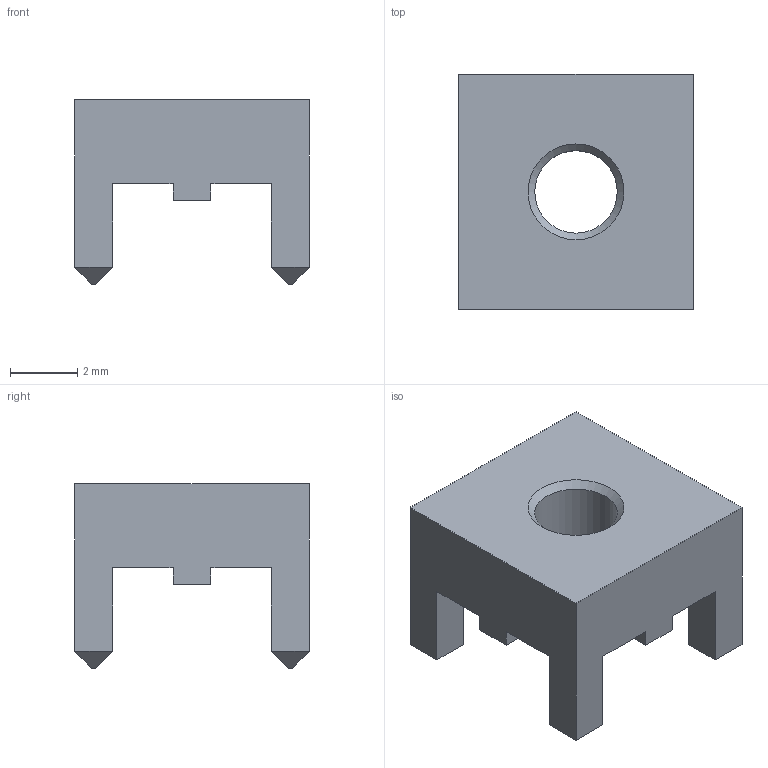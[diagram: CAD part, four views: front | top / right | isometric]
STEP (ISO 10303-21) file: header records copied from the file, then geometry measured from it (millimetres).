
FILE_DESCRIPTION( ( 'Unknown' ), '1' );
FILE_NAME( '74650073_V1.1.stp', 'Unknown', ( 'Unknown' ), ( 'Unknown' ), 'PSStep 18.0.17', 'Unknown', ' ' );
FILE_SCHEMA( ( 'AUTOMOTIVE_DESIGN { 1 0 10303 214 1 1 1 1 }' ) );
Length unit declared in the file: millimetre
Products named in the file (1): 1
Bounding box: 7 x 7 x 5.5 mm (x, y, z)
Volume: 126.8 mm3; surface area: 233.4 mm2
Topology: 1 solids, 1 shells, 52 faces, 133 edges, 83 vertices
Faces by surface type: plane 50, cylinder 1, cone 1
Full cylindrical faces by diameter (mm): 2.459 x1
Entity records: 1950 total; most frequent: CARTESIAN_POINT 267, ORIENTED_EDGE 262, DIRECTION 240, EDGE_CURVE 131, LINE 128, VECTOR 128, VERTEX_POINT 83, AXIS2_PLACEMENT_3D 56
